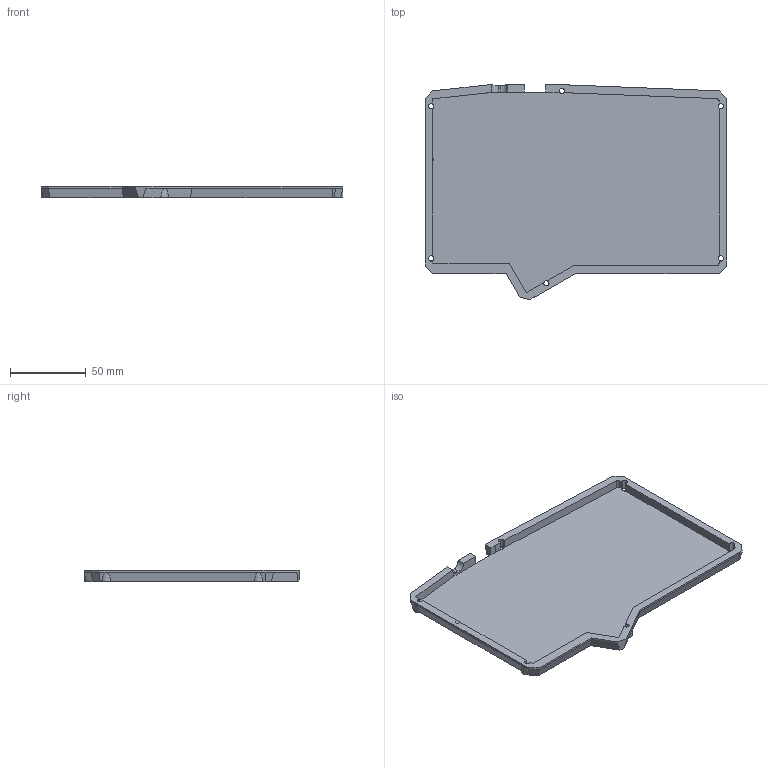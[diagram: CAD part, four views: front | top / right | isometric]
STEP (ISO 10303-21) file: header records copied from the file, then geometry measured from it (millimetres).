
FILE_DESCRIPTION(/* description */ ('','CAx-IF Rec.Pracs.---Representation and Presentation of Product Manufacturing Information (PMI)---4.0---2014-10-13'),/* implementation_level */ '2;1');
FILE_NAME(/* name */ 'Bottom.step',/* time_stamp */ '2024-12-27T14:51:22+01:00',/* author */ (''),/* organization */ (''),/* preprocessor_version */ 'ST-DEVELOPER v20',/* originating_system */ 'Autodesk Translation Framework v13.20.0.188',/* authorisation */ '');
FILE_SCHEMA (('AP242_MANAGED_MODEL_BASED_3D_ENGINEERING_MIM_LF { 1 0 10303 442 1 1 4 }'));
Length unit declared in the file: millimetre
Products named in the file (1): Bottom
Bounding box: 199 x 141.94 x 7.3 mm (x, y, z)
Volume: 52543.8 mm3; surface area: 57027 mm2
Topology: 1 solids, 1 shells, 176 faces, 488 edges, 307 vertices
Faces by surface type: plane 138, cylinder 37, cone 1
Full cylindrical faces by diameter (mm): 2.9 x1, 3.5 x6, 6 x6
Entity records: 5634 total; most frequent: DIRECTION 983, ORIENTED_EDGE 976, CARTESIAN_POINT 972, EDGE_CURVE 488, LINE 347, VECTOR 347, AXIS2_PLACEMENT_3D 318, VERTEX_POINT 307
